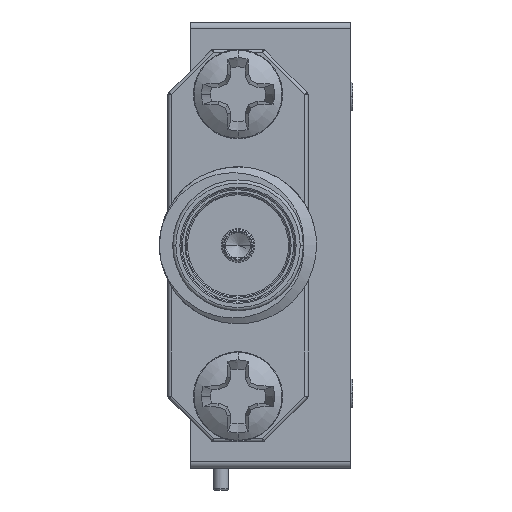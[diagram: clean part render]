
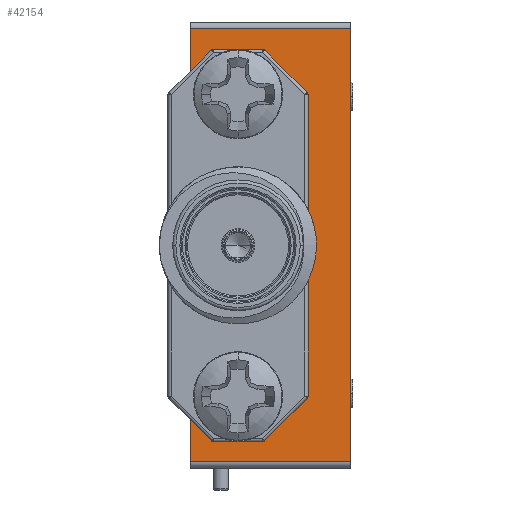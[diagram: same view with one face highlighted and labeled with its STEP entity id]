
A CAD part, left-side view. The second image highlights one B-rep face of the part: STEP entity #42154.
In plain terms, the highlighted planar face has unit normal (-1, 0, 0).
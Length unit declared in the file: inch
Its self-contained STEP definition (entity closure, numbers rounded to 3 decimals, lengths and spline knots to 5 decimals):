
#472 = DIRECTION ( 'NONE',  ( 0., 1., 0. ) ) ;
#867 = EDGE_CURVE ( 'NONE', #11594, #46084, #21214, .T. ) ;
#1856 = EDGE_CURVE ( 'NONE', #39507, #15082, #13549, .T. ) ;
#2602 = ORIENTED_EDGE ( 'NONE', *, *, #4528, .F. ) ;
#2819 = DIRECTION ( 'NONE',  ( -1., 0., 0. ) ) ;
#3231 = EDGE_CURVE ( 'NONE', #11594, #27132, #26092, .T. ) ;
#3396 = DIRECTION ( 'NONE',  ( 0., 0., 1. ) ) ;
#4528 = EDGE_CURVE ( 'NONE', #29606, #22193, #24679, .T. ) ;
#4629 = PLANE ( 'NONE',  #46217 ) ;
#4919 = CARTESIAN_POINT ( 'NONE',  ( -0.54, 0.255, -0.345 ) ) ;
#5527 = LINE ( 'NONE', #25318, #40567 ) ;
#6426 = CARTESIAN_POINT ( 'NONE',  ( -0.54, 0.179, 0.24 ) ) ;
#6566 = LINE ( 'NONE', #40966, #30236 ) ;
#6655 = ORIENTED_EDGE ( 'NONE', *, *, #3231, .T. ) ;
#6888 = AXIS2_PLACEMENT_3D ( 'NONE', #6426, #2819, #41074 ) ;
#9211 = FACE_BOUND ( 'NONE', #25764, .T. ) ;
#9257 = DIRECTION ( 'NONE',  ( -1., 0., 0. ) ) ;
#10679 = DIRECTION ( 'NONE',  ( 0., 1., 0. ) ) ;
#10793 = CARTESIAN_POINT ( 'NONE',  ( -0.54, 0.179, 0.1875 ) ) ;
#10857 = CARTESIAN_POINT ( 'NONE',  ( -0.54, 0.107, 0.182 ) ) ;
#11139 = DIRECTION ( 'NONE',  ( 0., 0., 1. ) ) ;
#11589 = VECTOR ( 'NONE', #36933, 39.37008 ) ;
#11594 = VERTEX_POINT ( 'NONE', #4919 ) ;
#12128 = LINE ( 'NONE', #34530, #16073 ) ;
#13549 = CIRCLE ( 'NONE', #19335, 0.0525 ) ;
#14985 = VERTEX_POINT ( 'NONE', #47565 ) ;
#15082 = VERTEX_POINT ( 'NONE', #17979 ) ;
#16073 = VECTOR ( 'NONE', #11139, 39.37008 ) ;
#16169 = ORIENTED_EDGE ( 'NONE', *, *, #23539, .T. ) ;
#17010 = ORIENTED_EDGE ( 'NONE', *, *, #45432, .F. ) ;
#17853 = DIRECTION ( 'NONE',  ( 0., 0., 1. ) ) ;
#17979 = CARTESIAN_POINT ( 'NONE',  ( -0.54, 0.179, 0.2925 ) ) ;
#18087 = AXIS2_PLACEMENT_3D ( 'NONE', #45586, #37425, #17853 ) ;
#18088 = DIRECTION ( 'NONE',  ( 0., 1., 0. ) ) ;
#18105 = DIRECTION ( 'NONE',  ( 0., -1., 0. ) ) ;
#18933 = VECTOR ( 'NONE', #3396, 39.37008 ) ;
#19294 = CARTESIAN_POINT ( 'NONE',  ( -0.54, 0.179, -0.1885 ) ) ;
#19335 = AXIS2_PLACEMENT_3D ( 'NONE', #40575, #9257, #49086 ) ;
#20012 = FACE_BOUND ( 'NONE', #46805, .T. ) ;
#20163 = DIRECTION ( 'NONE',  ( 0., 0., 1. ) ) ;
#20351 = VECTOR ( 'NONE', #18105, 39.37008 ) ;
#21214 = LINE ( 'NONE', #26338, #11589 ) ;
#22193 = VERTEX_POINT ( 'NONE', #19294 ) ;
#22734 = CARTESIAN_POINT ( 'NONE',  ( -0.54, 0.255, 0.182 ) ) ;
#22825 = CARTESIAN_POINT ( 'NONE',  ( -0.54, 0.255, 0.345 ) ) ;
#22914 = CARTESIAN_POINT ( 'NONE',  ( -0.54, 0., -0.355 ) ) ;
#23241 = CARTESIAN_POINT ( 'NONE',  ( -0.54, 0.255, -0.355 ) ) ;
#23539 = EDGE_CURVE ( 'NONE', #14985, #46084, #41437, .T. ) ;
#23753 = LINE ( 'NONE', #23241, #44359 ) ;
#24679 = CIRCLE ( 'NONE', #18087, 0.0525 ) ;
#25318 = CARTESIAN_POINT ( 'NONE',  ( -0.54, 0.255, 0.345 ) ) ;
#25764 = EDGE_LOOP ( 'NONE', ( #27258, #38270 ) ) ;
#26092 = LINE ( 'NONE', #33791, #20351 ) ;
#26093 = EDGE_CURVE ( 'NONE', #22193, #29606, #37229, .T. ) ;
#26307 = CARTESIAN_POINT ( 'NONE',  ( -0.54, 0.107, -0.182 ) ) ;
#26338 = CARTESIAN_POINT ( 'NONE',  ( -0.54, 0.255, -0.355 ) ) ;
#26417 = ORIENTED_EDGE ( 'NONE', *, *, #50643, .T. ) ;
#27132 = VERTEX_POINT ( 'NONE', #45246 ) ;
#27258 = ORIENTED_EDGE ( 'NONE', *, *, #42558, .F. ) ;
#27482 = VERTEX_POINT ( 'NONE', #22734 ) ;
#28251 = CARTESIAN_POINT ( 'NONE',  ( -0.54, 0.255, -0.355 ) ) ;
#28467 = EDGE_CURVE ( 'NONE', #42439, #27482, #6566, .T. ) ;
#29606 = VERTEX_POINT ( 'NONE', #40690 ) ;
#30189 = ORIENTED_EDGE ( 'NONE', *, *, #40197, .F. ) ;
#30236 = VECTOR ( 'NONE', #10679, 39.37008 ) ;
#30676 = EDGE_LOOP ( 'NONE', ( #34692, #26417, #30189, #31796, #17010, #16169, #48210, #6655 ) ) ;
#31009 = ORIENTED_EDGE ( 'NONE', *, *, #26093, .F. ) ;
#31437 = EDGE_CURVE ( 'NONE', #27132, #32935, #42417, .T. ) ;
#31796 = ORIENTED_EDGE ( 'NONE', *, *, #28467, .F. ) ;
#32935 = VERTEX_POINT ( 'NONE', #40911 ) ;
#33791 = CARTESIAN_POINT ( 'NONE',  ( -0.54, 0.255, -0.345 ) ) ;
#34530 = CARTESIAN_POINT ( 'NONE',  ( -0.54, 0.107, 0.182 ) ) ;
#34692 = ORIENTED_EDGE ( 'NONE', *, *, #31437, .T. ) ;
#35249 = VECTOR ( 'NONE', #18088, 39.37008 ) ;
#36485 = DIRECTION ( 'NONE',  ( 1., 0., 0. ) ) ;
#36660 = DIRECTION ( 'NONE',  ( 0., 1., 0. ) ) ;
#36933 = DIRECTION ( 'NONE',  ( 0., 0., 1. ) ) ;
#37229 = CIRCLE ( 'NONE', #40445, 0.0525 ) ;
#37425 = DIRECTION ( 'NONE',  ( -1., 0., 0. ) ) ;
#38270 = ORIENTED_EDGE ( 'NONE', *, *, #1856, .F. ) ;
#38895 = CIRCLE ( 'NONE', #6888, 0.0525 ) ;
#38917 = DIRECTION ( 'NONE',  ( 0., 0., 1. ) ) ;
#39507 = VERTEX_POINT ( 'NONE', #10793 ) ;
#40197 = EDGE_CURVE ( 'NONE', #27482, #49332, #23753, .T. ) ;
#40445 = AXIS2_PLACEMENT_3D ( 'NONE', #42496, #47400, #20163 ) ;
#40567 = VECTOR ( 'NONE', #36660, 39.37008 ) ;
#40575 = CARTESIAN_POINT ( 'NONE',  ( -0.54, 0.179, 0.24 ) ) ;
#40690 = CARTESIAN_POINT ( 'NONE',  ( -0.54, 0.179, -0.2935 ) ) ;
#40911 = CARTESIAN_POINT ( 'NONE',  ( -0.54, 0., 0.345 ) ) ;
#40966 = CARTESIAN_POINT ( 'NONE',  ( -0.54, 0.107, 0.182 ) ) ;
#41074 = DIRECTION ( 'NONE',  ( 0., 0., 1. ) ) ;
#41437 = LINE ( 'NONE', #26307, #35249 ) ;
#42154 = ADVANCED_FACE ( 'NONE', ( #9211, #20012, #43365 ), #4629, .F. ) ;
#42417 = LINE ( 'NONE', #22914, #18933 ) ;
#42439 = VERTEX_POINT ( 'NONE', #10857 ) ;
#42496 = CARTESIAN_POINT ( 'NONE',  ( -0.54, 0.179, -0.241 ) ) ;
#42558 = EDGE_CURVE ( 'NONE', #15082, #39507, #38895, .T. ) ;
#43365 = FACE_OUTER_BOUND ( 'NONE', #30676, .T. ) ;
#44359 = VECTOR ( 'NONE', #38917, 39.37008 ) ;
#45246 = CARTESIAN_POINT ( 'NONE',  ( -0.54, 0., -0.345 ) ) ;
#45432 = EDGE_CURVE ( 'NONE', #14985, #42439, #12128, .T. ) ;
#45586 = CARTESIAN_POINT ( 'NONE',  ( -0.54, 0.179, -0.241 ) ) ;
#46084 = VERTEX_POINT ( 'NONE', #47842 ) ;
#46217 = AXIS2_PLACEMENT_3D ( 'NONE', #28251, #36485, #472 ) ;
#46805 = EDGE_LOOP ( 'NONE', ( #31009, #2602 ) ) ;
#47400 = DIRECTION ( 'NONE',  ( -1., 0., 0. ) ) ;
#47565 = CARTESIAN_POINT ( 'NONE',  ( -0.54, 0.107, -0.182 ) ) ;
#47842 = CARTESIAN_POINT ( 'NONE',  ( -0.54, 0.255, -0.182 ) ) ;
#48210 = ORIENTED_EDGE ( 'NONE', *, *, #867, .F. ) ;
#49086 = DIRECTION ( 'NONE',  ( 0., 0., 1. ) ) ;
#49332 = VERTEX_POINT ( 'NONE', #22825 ) ;
#50643 = EDGE_CURVE ( 'NONE', #32935, #49332, #5527, .T. ) ;
